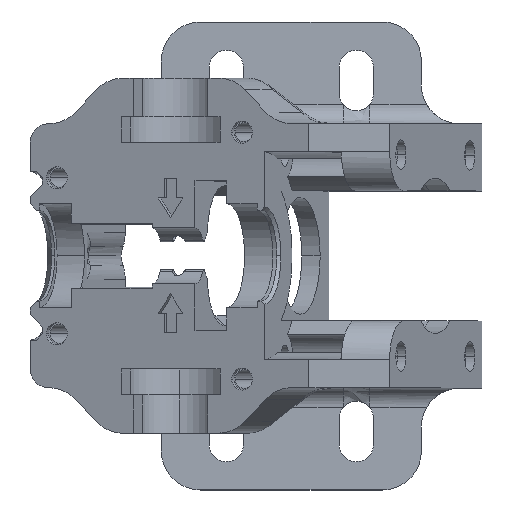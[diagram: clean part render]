
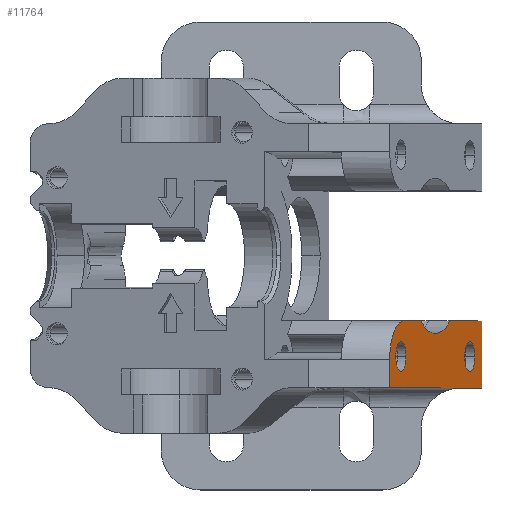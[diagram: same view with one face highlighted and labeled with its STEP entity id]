
A CAD part, top view. The second image highlights one B-rep face of the part: STEP entity #11764.
In plain terms, the highlighted planar face has unit normal (0.94, 0, 0.342).
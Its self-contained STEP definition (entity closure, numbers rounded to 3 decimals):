
#70 = VERTEX_POINT ( 'NONE', #5378 ) ;
#162 = EDGE_CURVE ( 'NONE', #70, #1424, #14486, .T. ) ;
#246 = FACE_BOUND ( 'NONE', #12867, .T. ) ;
#275 = AXIS2_PLACEMENT_3D ( 'NONE', #6840, #1166, #2326 ) ;
#523 = EDGE_CURVE ( 'NONE', #8937, #14168, #1448, .T. ) ;
#541 = VERTEX_POINT ( 'NONE', #14178 ) ;
#599 = FACE_OUTER_BOUND ( 'NONE', #1332, .T. ) ;
#970 = CARTESIAN_POINT ( 'NONE',  ( 16.841, -15.5, 34.299 ) ) ;
#1117 = EDGE_CURVE ( 'NONE', #2715, #4988, #9857, .T. ) ;
#1166 = DIRECTION ( 'NONE',  ( -0.94, 0., -0.342 ) ) ;
#1230 = CARTESIAN_POINT ( 'NONE',  ( 15.129, -20.314, 39. ) ) ;
#1332 = EDGE_LOOP ( 'NONE', ( #6191, #10360, #4506, #13151, #12240, #14461, #1644 ) ) ;
#1424 = VERTEX_POINT ( 'NONE', #9599 ) ;
#1448 = CIRCLE ( 'NONE', #11126, 2.3 ) ;
#1576 = CARTESIAN_POINT ( 'NONE',  ( 29.324, -20.314, 0. ) ) ;
#1605 = DIRECTION ( 'NONE',  ( -0.342, 0., 0.94 ) ) ;
#1644 = ORIENTED_EDGE ( 'NONE', *, *, #12215, .F. ) ;
#2029 = DIRECTION ( 'NONE',  ( -0.342, 0., 0.94 ) ) ;
#2035 = CARTESIAN_POINT ( 'NONE',  ( 26.657, -15.5, 7.33 ) ) ;
#2110 = DIRECTION ( 'NONE',  ( -0.342, 0., 0.94 ) ) ;
#2162 = ORIENTED_EDGE ( 'NONE', *, *, #11546, .F. ) ;
#2326 = DIRECTION ( 'NONE',  ( -0.342, 0., 0.94 ) ) ;
#2336 = VERTEX_POINT ( 'NONE', #2375 ) ;
#2375 = CARTESIAN_POINT ( 'NONE',  ( 19.873, -10., 25.967 ) ) ;
#2715 = VERTEX_POINT ( 'NONE', #2820 ) ;
#2820 = CARTESIAN_POINT ( 'NONE',  ( 17.627, -15.5, 32.137 ) ) ;
#2833 = CARTESIAN_POINT ( 'NONE',  ( 15.129, -16., 39. ) ) ;
#3612 = EDGE_CURVE ( 'NONE', #7348, #10232, #13664, .T. ) ;
#3752 = DIRECTION ( 'NONE',  ( 0.94, 0., 0.342 ) ) ;
#4047 = CARTESIAN_POINT ( 'NONE',  ( 22.142, 0., 19.734 ) ) ;
#4123 = AXIS2_PLACEMENT_3D ( 'NONE', #970, #4387, #6594 ) ;
#4387 = DIRECTION ( 'NONE',  ( 0.94, 0., 0.342 ) ) ;
#4437 = CARTESIAN_POINT ( 'NONE',  ( 15.129, -36., 39. ) ) ;
#4445 = ORIENTED_EDGE ( 'NONE', *, *, #523, .F. ) ;
#4506 = ORIENTED_EDGE ( 'NONE', *, *, #3612, .F. ) ;
#4653 = EDGE_LOOP ( 'NONE', ( #13033, #14808 ) ) ;
#4988 = VERTEX_POINT ( 'NONE', #12743 ) ;
#5174 = DIRECTION ( 'NONE',  ( 0.342, 0., -0.94 ) ) ;
#5271 = CIRCLE ( 'NONE', #10750, 12. ) ;
#5378 = CARTESIAN_POINT ( 'NONE',  ( 29.324, -10., 0. ) ) ;
#5780 = PLANE ( 'NONE',  #275 ) ;
#6049 = DIRECTION ( 'NONE',  ( -0.342, 0., 0.94 ) ) ;
#6144 = CARTESIAN_POINT ( 'NONE',  ( 15.129, -12.485, 39. ) ) ;
#6191 = ORIENTED_EDGE ( 'NONE', *, *, #7073, .T. ) ;
#6594 = DIRECTION ( 'NONE',  ( -0.342, 0., 0.94 ) ) ;
#6623 = DIRECTION ( 'NONE',  ( -0.342, 0., 0.94 ) ) ;
#6705 = FACE_BOUND ( 'NONE', #4653, .T. ) ;
#6824 = VECTOR ( 'NONE', #10194, 1000. ) ;
#6840 = CARTESIAN_POINT ( 'NONE',  ( 29.324, -36., 0. ) ) ;
#7052 = CIRCLE ( 'NONE', #9891, 2.3 ) ;
#7073 = EDGE_CURVE ( 'NONE', #2336, #541, #8185, .T. ) ;
#7247 = CARTESIAN_POINT ( 'NONE',  ( 16.034, -10., 36.515 ) ) ;
#7348 = VERTEX_POINT ( 'NONE', #1230 ) ;
#7566 = VECTOR ( 'NONE', #10629, 1000. ) ;
#7573 = VECTOR ( 'NONE', #12469, 1000. ) ;
#7592 = CARTESIAN_POINT ( 'NONE',  ( 26.948, -20.314, 6.529 ) ) ;
#7725 = VECTOR ( 'NONE', #2110, 1000. ) ;
#7951 = AXIS2_PLACEMENT_3D ( 'NONE', #11172, #12262, #2029 ) ;
#8185 = LINE ( 'NONE', #14592, #10514 ) ;
#8405 = CARTESIAN_POINT ( 'NONE',  ( 15.129, -16., 39. ) ) ;
#8937 = VERTEX_POINT ( 'NONE', #9036 ) ;
#9036 = CARTESIAN_POINT ( 'NONE',  ( 28.23, -15.5, 3.007 ) ) ;
#9190 = LINE ( 'NONE', #7592, #7725 ) ;
#9599 = CARTESIAN_POINT ( 'NONE',  ( 24.411, -10., 13.5 ) ) ;
#9857 = CIRCLE ( 'NONE', #4123, 2.3 ) ;
#9891 = AXIS2_PLACEMENT_3D ( 'NONE', #14204, #3752, #6049 ) ;
#10194 = DIRECTION ( 'NONE',  ( -0.342, 0., 0.94 ) ) ;
#10232 = VERTEX_POINT ( 'NONE', #2833 ) ;
#10324 = CARTESIAN_POINT ( 'NONE',  ( 27.443, -15.5, 5.168 ) ) ;
#10360 = ORIENTED_EDGE ( 'NONE', *, *, #14328, .T. ) ;
#10514 = VECTOR ( 'NONE', #6623, 1000. ) ;
#10629 = DIRECTION ( 'NONE',  ( 0., 1., 0. ) ) ;
#10729 = DIRECTION ( 'NONE',  ( 0.94, 0., 0.342 ) ) ;
#10750 = AXIS2_PLACEMENT_3D ( 'NONE', #4047, #12061, #5174 ) ;
#10811 = LINE ( 'NONE', #12837, #7566 ) ;
#11126 = AXIS2_PLACEMENT_3D ( 'NONE', #10324, #10729, #1605 ) ;
#11172 = CARTESIAN_POINT ( 'NONE',  ( 27.443, -15.5, 5.168 ) ) ;
#11546 = EDGE_CURVE ( 'NONE', #14168, #8937, #11920, .T. ) ;
#11764 = ADVANCED_FACE ( 'NONE', ( #6705, #246, #599 ), #5780, .F. ) ;
#11791 =( BOUNDED_CURVE ( )  B_SPLINE_CURVE ( 3, ( #13011, #7247, #6144, #8405 ),
 .UNSPECIFIED., .F., .F. ) 
 B_SPLINE_CURVE_WITH_KNOTS ( ( 4, 4 ),
 ( 1.571, 3.142 ),
 .UNSPECIFIED. ) 
 CURVE ( )  GEOMETRIC_REPRESENTATION_ITEM ( )  RATIONAL_B_SPLINE_CURVE ( ( 1., 0.805, 0.805, 1. ) ) 
 REPRESENTATION_ITEM ( '' )  );
#11920 = CIRCLE ( 'NONE', #7951, 2.3 ) ;
#12061 = DIRECTION ( 'NONE',  ( 0.94, 0., 0.342 ) ) ;
#12215 = EDGE_CURVE ( 'NONE', #2336, #1424, #5271, .T. ) ;
#12240 = ORIENTED_EDGE ( 'NONE', *, *, #13879, .T. ) ;
#12262 = DIRECTION ( 'NONE',  ( 0.94, 0., 0.342 ) ) ;
#12469 = DIRECTION ( 'NONE',  ( 0., 1., 0. ) ) ;
#12560 = CARTESIAN_POINT ( 'NONE',  ( 29.324, -10., 0. ) ) ;
#12743 = CARTESIAN_POINT ( 'NONE',  ( 16.054, -15.5, 36.46 ) ) ;
#12837 = CARTESIAN_POINT ( 'NONE',  ( 29.324, -20.314, 0. ) ) ;
#12867 = EDGE_LOOP ( 'NONE', ( #4445, #2162 ) ) ;
#12943 = EDGE_CURVE ( 'NONE', #4988, #2715, #7052, .T. ) ;
#13011 = CARTESIAN_POINT ( 'NONE',  ( 17.313, -10., 33. ) ) ;
#13033 = ORIENTED_EDGE ( 'NONE', *, *, #1117, .F. ) ;
#13151 = ORIENTED_EDGE ( 'NONE', *, *, #14431, .F. ) ;
#13664 = LINE ( 'NONE', #4437, #7573 ) ;
#13879 = EDGE_CURVE ( 'NONE', #14334, #70, #10811, .T. ) ;
#14168 = VERTEX_POINT ( 'NONE', #2035 ) ;
#14178 = CARTESIAN_POINT ( 'NONE',  ( 17.313, -10., 33. ) ) ;
#14204 = CARTESIAN_POINT ( 'NONE',  ( 16.841, -15.5, 34.299 ) ) ;
#14328 = EDGE_CURVE ( 'NONE', #541, #10232, #11791, .T. ) ;
#14334 = VERTEX_POINT ( 'NONE', #1576 ) ;
#14431 = EDGE_CURVE ( 'NONE', #14334, #7348, #9190, .T. ) ;
#14461 = ORIENTED_EDGE ( 'NONE', *, *, #162, .T. ) ;
#14486 = LINE ( 'NONE', #12560, #6824 ) ;
#14592 = CARTESIAN_POINT ( 'NONE',  ( 29.324, -10., 0. ) ) ;
#14808 = ORIENTED_EDGE ( 'NONE', *, *, #12943, .F. ) ;
